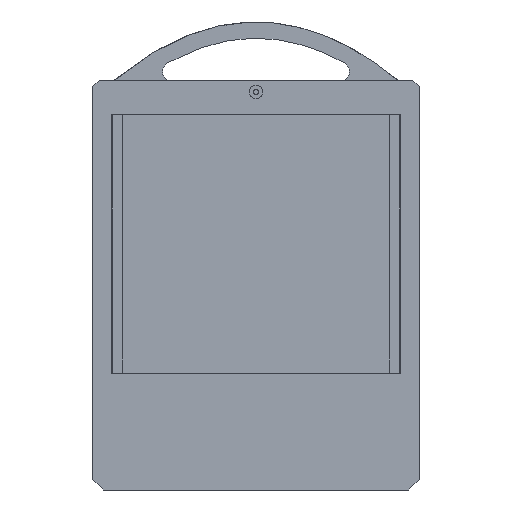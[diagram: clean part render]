
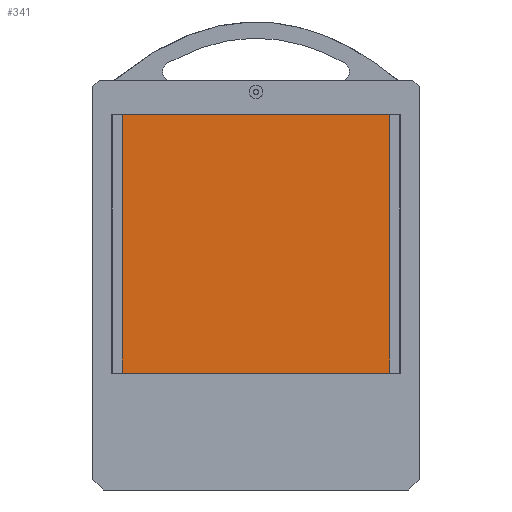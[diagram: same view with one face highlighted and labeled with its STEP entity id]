
A CAD part, front view. The second image highlights one B-rep face of the part: STEP entity #341.
In plain terms, the highlighted planar face has unit normal (0, -1, 0).
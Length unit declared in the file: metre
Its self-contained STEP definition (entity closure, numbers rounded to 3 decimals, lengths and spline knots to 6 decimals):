
#341 = ADVANCED_FACE( '', ( #888 ), #889, .F. );
#888 = FACE_OUTER_BOUND( '', #1736, .T. );
#889 = PLANE( '', #1737 );
#1736 = EDGE_LOOP( '', ( #2794, #2795, #2796, #2797 ) );
#1737 = AXIS2_PLACEMENT_3D( '', #2798, #2799, #2800 );
#2794 = ORIENTED_EDGE( '', *, *, #4819, .F. );
#2795 = ORIENTED_EDGE( '', *, *, #4931, .F. );
#2796 = ORIENTED_EDGE( '', *, *, #4932, .T. );
#2797 = ORIENTED_EDGE( '', *, *, #4933, .T. );
#2798 = CARTESIAN_POINT( '', ( 0., -0.03, 0.1359 ) );
#2799 = DIRECTION( '', ( 0., 1., 0. ) );
#2800 = DIRECTION( '', ( 0., 0., 1. ) );
#4819 = EDGE_CURVE( '', #5687, #5683, #5689, .T. );
#4931 = EDGE_CURVE( '', #5891, #5687, #5892, .T. );
#4932 = EDGE_CURVE( '', #5891, #5893, #5894, .T. );
#4933 = EDGE_CURVE( '', #5893, #5683, #5895, .T. );
#5683 = VERTEX_POINT( '', #6965 );
#5687 = VERTEX_POINT( '', #6971 );
#5689 = LINE( '', #6974, #6975 );
#5891 = VERTEX_POINT( '', #7263 );
#5892 = LINE( '', #7264, #7265 );
#5893 = VERTEX_POINT( '', #7266 );
#5894 = LINE( '', #7267, #7268 );
#5895 = LINE( '', #7269, #7270 );
#6965 = CARTESIAN_POINT( '', ( 0.06567, -0.03, 0.0059 ) );
#6971 = CARTESIAN_POINT( '', ( 0.06567, -0.03, 0.1359 ) );
#6974 = CARTESIAN_POINT( '', ( 0.06567, -0.03, 0.070885 ) );
#6975 = VECTOR( '', #8939, 1. );
#7263 = CARTESIAN_POINT( '', ( -0.06567, -0.03, 0.1359 ) );
#7264 = CARTESIAN_POINT( '', ( 0., -0.03, 0.1359 ) );
#7265 = VECTOR( '', #9074, 1. );
#7266 = CARTESIAN_POINT( '', ( -0.06567, -0.03, 0.0059 ) );
#7267 = CARTESIAN_POINT( '', ( -0.06567, -0.03, 0.070885 ) );
#7268 = VECTOR( '', #9075, 1. );
#7269 = CARTESIAN_POINT( '', ( 0., -0.03, 0.0059 ) );
#7270 = VECTOR( '', #9076, 1. );
#8939 = DIRECTION( '', ( 0., 0., -1. ) );
#9074 = DIRECTION( '', ( 1., 0., 0. ) );
#9075 = DIRECTION( '', ( 0., 0., -1. ) );
#9076 = DIRECTION( '', ( 1., 0., 0. ) );
